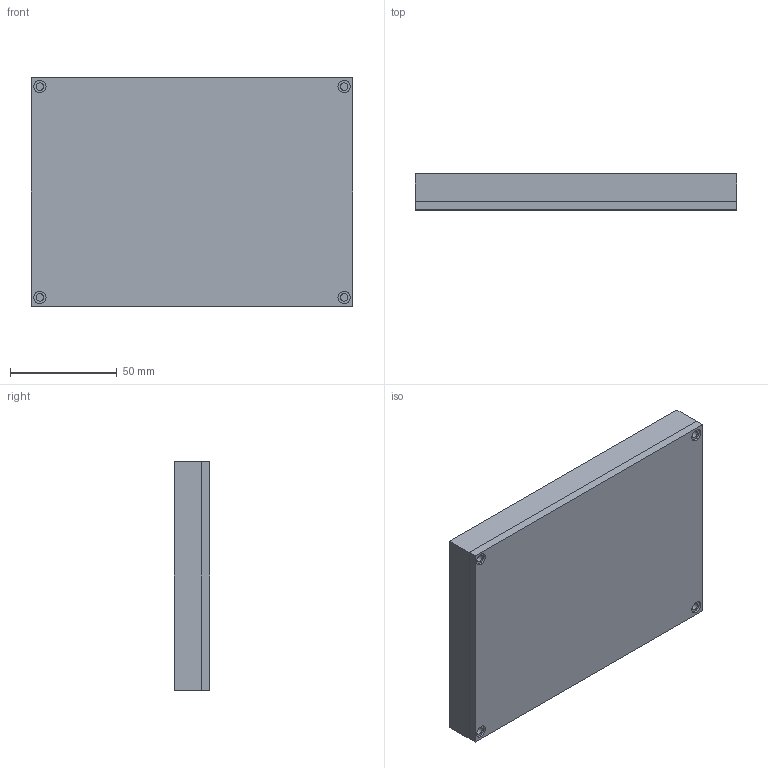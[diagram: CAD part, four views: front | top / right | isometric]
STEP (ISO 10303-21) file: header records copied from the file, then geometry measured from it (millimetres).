
FILE_DESCRIPTION(/* description */ (''),/* implementation_level */ '2;1');
FILE_NAME(/* name */ 'Min Board - Main CAD (fully assembled).step',/* time_stamp */ '2026-01-17T20:13:10-06:00',/* author */ (''),/* organization */ (''),/* preprocessor_version */ 'ST-DEVELOPER v20.1',/* originating_system */ 'Autodesk Translation Framework v14.21.0.0',/* authorisation */ '');
FILE_SCHEMA (('AUTOMOTIVE_DESIGN { 1 0 10303 214 3 1 1 }'));
Length unit declared in the file: millimetre
Products named in the file (8): Min Board - Main CAD; MinBoard 1; R_Axial_DIN0207_L6.3mm_D2.5mm_P7.62mm_Horizontal; SW_PUSH_6mm_H7.3mm; TSSOP-24_4.4x7.8mm_P0.65mm; 7SegmentLED_LTS6760_LTS6780; CA56-12EWA; MinBoard_PCB
Assembly tree (38 placements, depth 3):
  Min Board - Main CAD
    MinBoard 1
      R_Axial_DIN0207_L6.3mm_D2.5mm_P7.62mm_Horizontal  x28
      SW_PUSH_6mm_H7.3mm  x3
      TSSOP-24_4.4x7.8mm_P0.65mm  x2
      7SegmentLED_LTS6760_LTS6780  x2
      CA56-12EWA
      MinBoard_PCB
Bounding box: 150.8 x 16.8 x 107 mm (x, y, z)
Volume: 165913.6 mm3; surface area: 111261.6 mm2
Topology: 39 solids, 39 shells, 2723 faces, 6788 edges, 4413 vertices
Faces by surface type: plane 1812, cylinder 641, bspline 211, torus 59
Full cylindrical faces by diameter (mm): 0.5 x20, 0.6 x56, 0.8 x88, 1 x29, 1.1 x12, 1.5 x8, 2.25 x28, 2.5 x56, 3.5 x7, 4.6 x4, 5.8 x4, 7.2 x1
Entity records: 53623 total; most frequent: CARTESIAN_POINT 11834, ORIENTED_EDGE 8616, DIRECTION 7679, EDGE_CURVE 4308, LINE 3357, VECTOR 3357, VERTEX_POINT 2828, AXIS2_PLACEMENT_3D 2161
